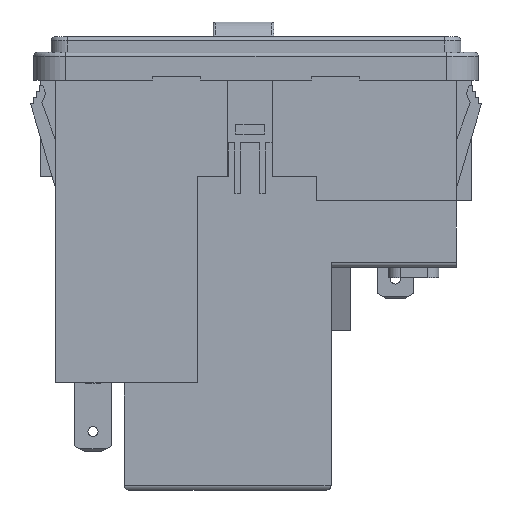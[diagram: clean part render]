
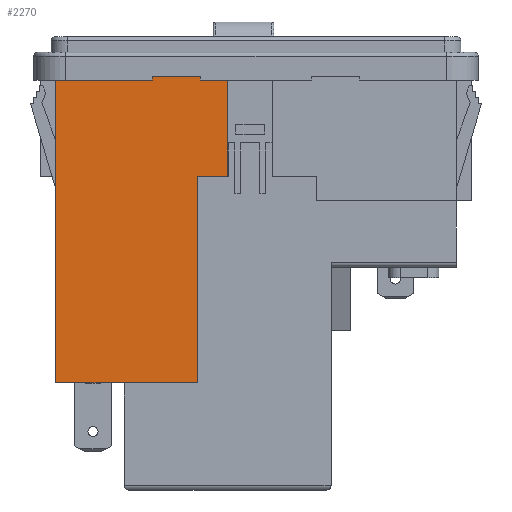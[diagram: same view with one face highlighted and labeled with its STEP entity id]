
A CAD part, left-side view. The second image highlights one B-rep face of the part: STEP entity #2270.
In plain terms, the highlighted planar face has unit normal (-1, 0, 0).
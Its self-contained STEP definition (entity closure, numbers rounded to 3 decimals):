
#581 = VERTEX_POINT ( 'NONE', #8563 ) ;
#584 = EDGE_CURVE ( 'NONE', #581, #585, #8561, .T. ) ;
#585 = VERTEX_POINT ( 'NONE', #8317 ) ;
#1246 = VERTEX_POINT ( 'NONE', #10056 ) ;
#1248 = EDGE_CURVE ( 'NONE', #1249, #1246, #10055, .T. ) ;
#1249 = VERTEX_POINT ( 'NONE', #10051 ) ;
#1784 = VERTEX_POINT ( 'NONE', #11017 ) ;
#1810 = VERTEX_POINT ( 'NONE', #11033 ) ;
#1812 = EDGE_CURVE ( 'NONE', #1784, #1810, #11032, .T. ) ;
#1891 = EDGE_CURVE ( 'NONE', #585, #1246, #11161, .T. ) ;
#2270 = ADVANCED_FACE ( 'NONE', ( #11790 ), #11789, .F. ) ;
#2271 = EDGE_LOOP ( 'NONE', ( #2272, #2273, #2335, #2336, #2339, #2342, #2344, #2345, #2324, #2325 ) ) ;
#2272 = ORIENTED_EDGE ( 'NONE', *, *, #14817, .F. ) ;
#2273 = ORIENTED_EDGE ( 'NONE', *, *, #2274, .F. ) ;
#2274 = EDGE_CURVE ( 'NONE', #1784, #14549, #11849, .T. ) ;
#2324 = ORIENTED_EDGE ( 'NONE', *, *, #584, .F. ) ;
#2325 = ORIENTED_EDGE ( 'NONE', *, *, #2326, .F. ) ;
#2326 = EDGE_CURVE ( 'NONE', #22301, #581, #11856, .T. ) ;
#2335 = ORIENTED_EDGE ( 'NONE', *, *, #1812, .T. ) ;
#2336 = ORIENTED_EDGE ( 'NONE', *, *, #2337, .F. ) ;
#2337 = EDGE_CURVE ( 'NONE', #2338, #1810, #11910, .T. ) ;
#2338 = VERTEX_POINT ( 'NONE', #11906 ) ;
#2339 = ORIENTED_EDGE ( 'NONE', *, *, #2340, .F. ) ;
#2340 = EDGE_CURVE ( 'NONE', #2341, #2338, #11905, .T. ) ;
#2341 = VERTEX_POINT ( 'NONE', #11901 ) ;
#2342 = ORIENTED_EDGE ( 'NONE', *, *, #2343, .T. ) ;
#2343 = EDGE_CURVE ( 'NONE', #2341, #1249, #11900, .T. ) ;
#2344 = ORIENTED_EDGE ( 'NONE', *, *, #1248, .T. ) ;
#2345 = ORIENTED_EDGE ( 'NONE', *, *, #1891, .F. ) ;
#8317 = CARTESIAN_POINT ( 'NONE',  ( -13., 26.416, -45.669 ) ) ;
#8558 = DIRECTION ( 'NONE',  ( 0., 1., 0. ) ) ;
#8559 = VECTOR ( 'NONE', #8558, 1000. ) ;
#8560 = CARTESIAN_POINT ( 'NONE',  ( -13., -26.416, -45.669 ) ) ;
#8561 = LINE ( 'NONE', #8560, #8559 ) ;
#8563 = CARTESIAN_POINT ( 'NONE',  ( -13., 7.766, -45.669 ) ) ;
#10051 = CARTESIAN_POINT ( 'NONE',  ( -13., 13.714, -5.715 ) ) ;
#10052 = DIRECTION ( 'NONE',  ( 0., 1., 0. ) ) ;
#10053 = VECTOR ( 'NONE', #10052, 1000. ) ;
#10054 = CARTESIAN_POINT ( 'NONE',  ( -13., -26.416, -5.715 ) ) ;
#10055 = LINE ( 'NONE', #10054, #10053 ) ;
#10056 = CARTESIAN_POINT ( 'NONE',  ( -13., 26.416, -5.715 ) ) ;
#11017 = CARTESIAN_POINT ( 'NONE',  ( -13., 3.766, -5.715 ) ) ;
#11029 = DIRECTION ( 'NONE',  ( 0., 1., 0. ) ) ;
#11030 = VECTOR ( 'NONE', #11029, 1000. ) ;
#11031 = CARTESIAN_POINT ( 'NONE',  ( -13., -26.416, -5.715 ) ) ;
#11032 = LINE ( 'NONE', #11031, #11030 ) ;
#11033 = CARTESIAN_POINT ( 'NONE',  ( -13., 7.364, -5.715 ) ) ;
#11158 = DIRECTION ( 'NONE',  ( 0., 0., 1. ) ) ;
#11159 = VECTOR ( 'NONE', #11158, 1000. ) ;
#11160 = CARTESIAN_POINT ( 'NONE',  ( -13., 26.416, -45.669 ) ) ;
#11161 = LINE ( 'NONE', #11160, #11159 ) ;
#11789 = PLANE ( 'NONE',  #11853 ) ;
#11790 = FACE_OUTER_BOUND ( 'NONE', #2271, .T. ) ;
#11846 = DIRECTION ( 'NONE',  ( 0., 0., -1. ) ) ;
#11847 = VECTOR ( 'NONE', #11846, 1000. ) ;
#11848 = CARTESIAN_POINT ( 'NONE',  ( -13., 3.766, 1.405 ) ) ;
#11849 = LINE ( 'NONE', #11848, #11847 ) ;
#11850 = DIRECTION ( 'NONE',  ( 0., 0., -1. ) ) ;
#11851 = DIRECTION ( 'NONE',  ( 1., 0., 0. ) ) ;
#11852 = CARTESIAN_POINT ( 'NONE',  ( -13., -26.416, -45.669 ) ) ;
#11853 = AXIS2_PLACEMENT_3D ( 'NONE', #11852, #11851, #11850 ) ;
#11854 = DIRECTION ( 'NONE',  ( 0., 0., -1. ) ) ;
#11855 = CARTESIAN_POINT ( 'NONE',  ( -13., 7.766, -45.669 ) ) ;
#11856 = LINE ( 'NONE', #11855, #11917 ) ;
#11897 = DIRECTION ( 'NONE',  ( 0., 0., -1. ) ) ;
#11898 = VECTOR ( 'NONE', #11897, 1000. ) ;
#11899 = CARTESIAN_POINT ( 'NONE',  ( -13., 13.714, -5.207 ) ) ;
#11900 = LINE ( 'NONE', #11899, #11898 ) ;
#11901 = CARTESIAN_POINT ( 'NONE',  ( -13., 13.714, -5.207 ) ) ;
#11902 = DIRECTION ( 'NONE',  ( 0., -1., 0. ) ) ;
#11903 = VECTOR ( 'NONE', #11902, 1000. ) ;
#11904 = CARTESIAN_POINT ( 'NONE',  ( -13., 13.714, -5.207 ) ) ;
#11905 = LINE ( 'NONE', #11904, #11903 ) ;
#11906 = CARTESIAN_POINT ( 'NONE',  ( -13., 7.364, -5.207 ) ) ;
#11907 = DIRECTION ( 'NONE',  ( 0., 0., -1. ) ) ;
#11908 = VECTOR ( 'NONE', #11907, 1000. ) ;
#11909 = CARTESIAN_POINT ( 'NONE',  ( -13., 7.364, -5.207 ) ) ;
#11910 = LINE ( 'NONE', #11909, #11908 ) ;
#11917 = VECTOR ( 'NONE', #11854, 1000. ) ;
#14549 = VERTEX_POINT ( 'NONE', #21951 ) ;
#14817 = EDGE_CURVE ( 'NONE', #14549, #22301, #21990, .T. ) ;
#21951 = CARTESIAN_POINT ( 'NONE',  ( -13., 3.766, -18.415 ) ) ;
#21987 = DIRECTION ( 'NONE',  ( 0., 1., 0. ) ) ;
#21988 = VECTOR ( 'NONE', #21987, 1000. ) ;
#21989 = CARTESIAN_POINT ( 'NONE',  ( -13., 7.766, -18.415 ) ) ;
#21990 = LINE ( 'NONE', #21989, #21988 ) ;
#22049 = CARTESIAN_POINT ( 'NONE',  ( -13., 7.766, -18.415 ) ) ;
#22301 = VERTEX_POINT ( 'NONE', #22049 ) ;
